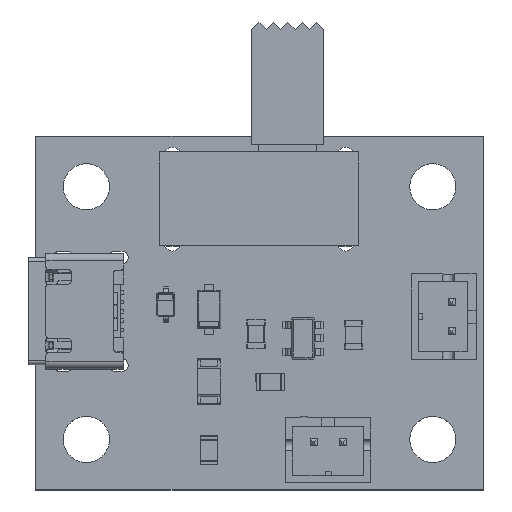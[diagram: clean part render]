
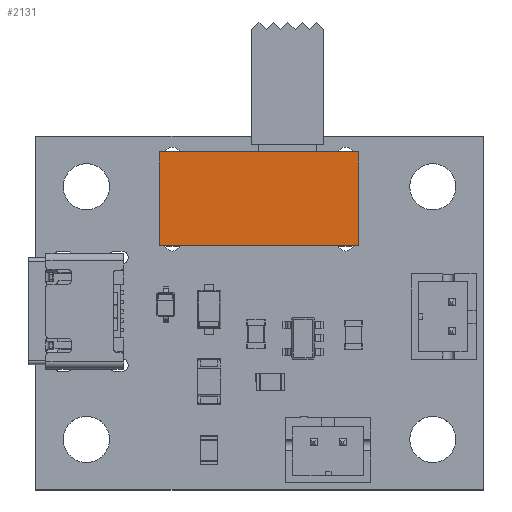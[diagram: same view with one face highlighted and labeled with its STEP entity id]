
A CAD part, top view. The second image highlights one B-rep face of the part: STEP entity #2131.
In plain terms, the highlighted planar face has unit normal (0, 0, 1).
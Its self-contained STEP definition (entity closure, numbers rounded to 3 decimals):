
#1286 = VERTEX_POINT('',#1287);
#1287 = CARTESIAN_POINT('',(-2.9,2.,8.5));
#1293 = EDGE_CURVE('',#1294,#1286,#1296,.T.);
#1294 = VERTEX_POINT('',#1295);
#1295 = CARTESIAN_POINT('',(10.9,2.,8.5));
#1296 = LINE('',#1297,#1298);
#1297 = CARTESIAN_POINT('',(10.9,2.,8.5));
#1298 = VECTOR('',#1299,1.);
#1299 = DIRECTION('',(-1.,0.,0.));
#1378 = EDGE_CURVE('',#1286,#1379,#1381,.T.);
#1379 = VERTEX_POINT('',#1380);
#1380 = CARTESIAN_POINT('',(-2.9,-4.5,8.5));
#1381 = LINE('',#1382,#1383);
#1382 = CARTESIAN_POINT('',(-2.9,2.,8.5));
#1383 = VECTOR('',#1384,1.);
#1384 = DIRECTION('',(0.,-1.,0.));
#2033 = EDGE_CURVE('',#2034,#1294,#2036,.T.);
#2034 = VERTEX_POINT('',#2035);
#2035 = CARTESIAN_POINT('',(10.9,-4.5,8.5));
#2036 = LINE('',#2037,#2038);
#2037 = CARTESIAN_POINT('',(10.9,-4.5,8.5));
#2038 = VECTOR('',#2039,1.);
#2039 = DIRECTION('',(0.,1.,0.));
#2131 = ADVANCED_FACE('',(#2132),#2143,.F.);
#2132 = FACE_BOUND('',#2133,.T.);
#2133 = EDGE_LOOP('',(#2134,#2140,#2141,#2142));
#2134 = ORIENTED_EDGE('',*,*,#2135,.T.);
#2135 = EDGE_CURVE('',#1379,#2034,#2136,.T.);
#2136 = LINE('',#2137,#2138);
#2137 = CARTESIAN_POINT('',(-2.9,-4.5,8.5));
#2138 = VECTOR('',#2139,1.);
#2139 = DIRECTION('',(1.,0.,0.));
#2140 = ORIENTED_EDGE('',*,*,#2033,.T.);
#2141 = ORIENTED_EDGE('',*,*,#1293,.T.);
#2142 = ORIENTED_EDGE('',*,*,#1378,.T.);
#2143 = PLANE('',#2144);
#2144 = AXIS2_PLACEMENT_3D('',#2145,#2146,#2147);
#2145 = CARTESIAN_POINT('',(-2.9,-4.5,8.5));
#2146 = DIRECTION('',(0.,0.,-1.));
#2147 = DIRECTION('',(-1.,0.,0.));
